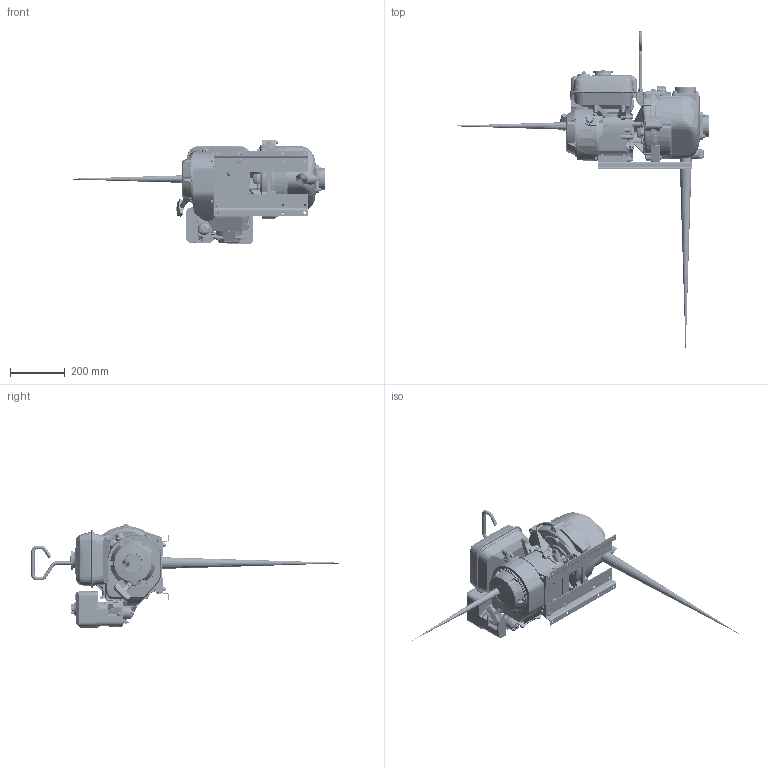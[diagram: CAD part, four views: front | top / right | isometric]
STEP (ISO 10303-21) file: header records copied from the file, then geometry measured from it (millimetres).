
FILE_DESCRIPTION(/* description */ ('2" CI PUMP W/ 5.5HP HONDA W/ ELEC. START'),/* implementation_level */ '2;1');
FILE_NAME(/* name */ '222PIH5E.stp',/* time_stamp */ '2020-07-13T13:59:26-04:00',/* author */ ('MJC'),/* organization */ (''),/* preprocessor_version */ 'ST-DEVELOPER v17.2',/* originating_system */ 'Autodesk Inventor 2019',/* authorisation */ '');
FILE_SCHEMA (('AUTOMOTIVE_DESIGN { 1 0 10303 214 3 1 1 }'));
Products named in the file (31): 222PIH5E; 15703; 15712; 15712X; 17013; 17000; 17019; 12705; 15702; 12715A; 12717; 12719A; A204; 12902A; 13777; 13778; 15022; 15751; 15773; 17010; 17033; 17034; V10118; V10119; 12765A; 12733V; 12733V_1; 12710V; E5HE; 12716; 12901
Assembly tree (90 placements, depth 3):
  222PIH5E
    15703
    15712
      15712X
      17013  x2
      17000  x2
      17019  x8
      V10118  x8
    12705
    15702
    12715A  x13
    12717  x4
    12719A
    A204
    12901  x8
    12902A
    13777  x2
    13778  x2
    15022
    15751
    15773
    17010
    17033  x2
    17034  x4
    V10118  x13
    V10119  x4
    12765A
    12733V
      12733V_1
      12710V
    E5HE
    12716
Bounding box: 972.1 x 1176.93 x 383.44 mm (x, y, z)
Volume: 19300291.7 mm3; surface area: 2306894.1 mm2
Topology: 89 solids, 89 shells, 9135 faces, 22174 edges, 13373 vertices
Faces by surface type: cylinder 3083, cone 2364, plane 2201, bspline 1198, torus 258, sphere 31
Full cylindrical faces by diameter (mm): 6 x1, 6.401 x8, 6.65 x26, 6.782 x10, 7.938 x8, 8 x3, 8.204 x11, 8.731 x22, 9.128 x8, 9.4 x2, 9.525 x8, 10 x1, 10.373 x21, 10.592 x1, 10.795 x4, 11.112 x1, 12 x2, 12.7 x6, 13 x5, 15 x3, 17.399 x1, 17.475 x8, 17.78 x2, 18 x1, 18.263 x1, 19.05 x1, 20 x2, 20.701 x4, 20.955 x1, 22 x1
Entity records: 224197 total; most frequent: CARTESIAN_POINT 113050, ORIENTED_EDGE 24842, DIRECTION 19270, EDGE_CURVE 12421, VERTEX_POINT 7985, AXIS2_PLACEMENT_3D 6990, LINE 5290, VECTOR 5290
